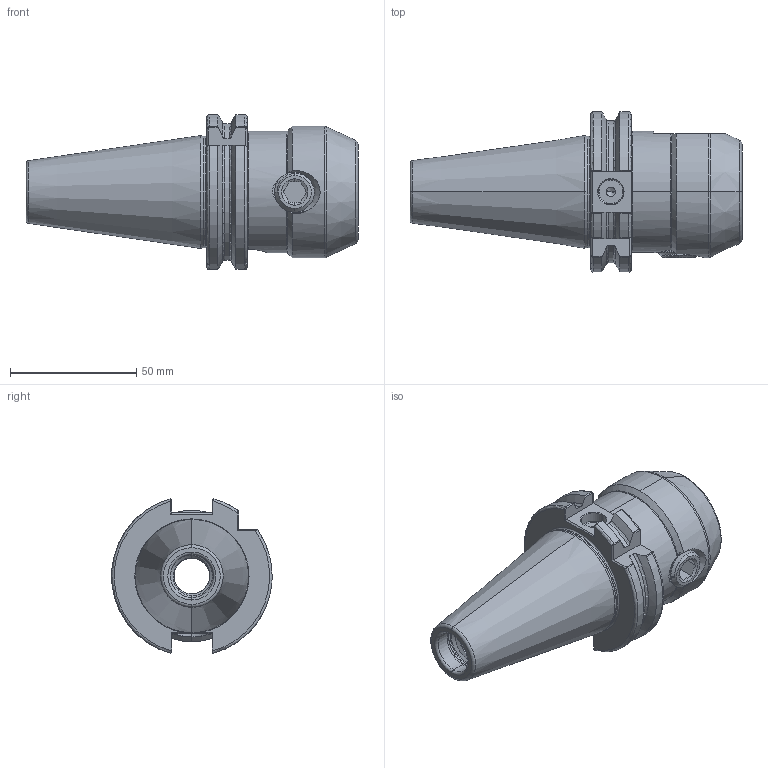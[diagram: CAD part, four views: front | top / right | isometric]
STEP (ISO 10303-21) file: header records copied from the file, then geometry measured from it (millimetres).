
FILE_DESCRIPTION (( 'STEP AP203' ), '1' );
FILE_NAME ('402.04.20.STEP', '2016-11-25T07:20:18', ( '' ), ( '' ), 'SwSTEP 2.0', 'SolidWorks 2012', '' );
FILE_SCHEMA (( 'CONFIG_CONTROL_DESIGN' ));
Length unit declared in the file: millimetre
Products named in the file (3): 402.04.20; 側固16_M16x2_16L
Assembly tree (2 placements, depth 2):
  402.04.20
    402.04.20
    側固16_M16x2_16L
Bounding box: 131.4 x 63.41 x 61.24 mm (x, y, z)
Volume: 162539.7 mm3; surface area: 33785.7 mm2
Topology: 2 solids, 2 shells, 258 faces, 693 edges, 432 vertices
Faces by surface type: cylinder 97, plane 50, cone 47, torus 38, bspline 26
Entity records: 22220 total; most frequent: CARTESIAN_POINT 16229, ORIENTED_EDGE 1362, DIRECTION 1003, EDGE_CURVE 681, VERTEX_POINT 432, AXIS2_PLACEMENT_3D 398, EDGE_LOOP 267, FACE_OUTER_BOUND 258
